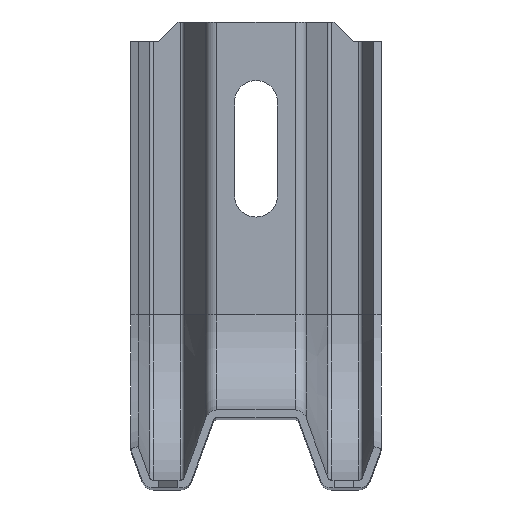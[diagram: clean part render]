
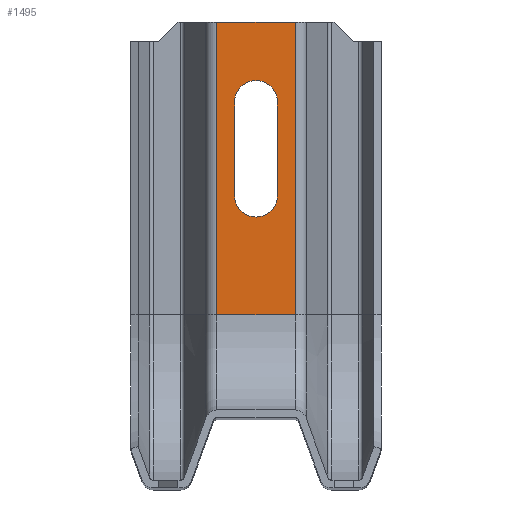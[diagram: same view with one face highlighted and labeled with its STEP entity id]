
A CAD part, top view. The second image highlights one B-rep face of the part: STEP entity #1495.
In plain terms, the highlighted planar face has unit normal (0, 0, 1).
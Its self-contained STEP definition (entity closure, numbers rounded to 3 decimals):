
#67=DIRECTION('',(-1.,0.,0.));
#68=VECTOR('',#67,20.);
#69=CARTESIAN_POINT('',(10.,120.,20.));
#70=LINE('',#69,#68);
#109=DIRECTION('',(0.,-1.,0.));
#110=VECTOR('',#109,75.);
#111=CARTESIAN_POINT('',(-10.,120.,20.));
#112=LINE('',#111,#110);
#113=DIRECTION('',(0.,-1.,0.));
#114=VECTOR('',#113,75.);
#115=CARTESIAN_POINT('',(10.,120.,20.));
#116=LINE('',#115,#114);
#117=DIRECTION('',(0.,-1.,0.));
#118=VECTOR('',#117,24.);
#119=CARTESIAN_POINT('',(-5.5,99.5,20.));
#120=LINE('',#119,#118);
#121=CARTESIAN_POINT('',(0.,75.5,20.));
#122=DIRECTION('',(0.,0.,1.));
#123=DIRECTION('',(-1.,0.,0.));
#124=AXIS2_PLACEMENT_3D('',#121,#122,#123);
#126=DIRECTION('',(0.,1.,0.));
#127=VECTOR('',#126,24.);
#128=CARTESIAN_POINT('',(5.5,75.5,20.));
#129=LINE('',#128,#127);
#130=CARTESIAN_POINT('',(0.,99.5,20.));
#131=DIRECTION('',(0.,0.,1.));
#132=DIRECTION('',(1.,0.,0.));
#133=AXIS2_PLACEMENT_3D('',#130,#131,#132);
#319=DIRECTION('',(-1.,0.,0.));
#320=VECTOR('',#319,20.);
#321=CARTESIAN_POINT('',(10.,45.,20.));
#322=LINE('',#321,#320);
#1083=CARTESIAN_POINT('',(10.,120.,20.));
#1084=VERTEX_POINT('',#1083);
#1085=CARTESIAN_POINT('',(-10.,120.,20.));
#1086=VERTEX_POINT('',#1085);
#1133=CARTESIAN_POINT('',(10.,45.,20.));
#1134=VERTEX_POINT('',#1133);
#1135=CARTESIAN_POINT('',(-10.,45.,20.));
#1136=VERTEX_POINT('',#1135);
#1325=CARTESIAN_POINT('',(-5.5,99.5,20.));
#1326=CARTESIAN_POINT('',(-5.5,75.5,20.));
#1327=VERTEX_POINT('',#1325);
#1328=VERTEX_POINT('',#1326);
#1329=CARTESIAN_POINT('',(5.5,75.5,20.));
#1330=CARTESIAN_POINT('',(5.5,99.5,20.));
#1331=VERTEX_POINT('',#1329);
#1332=VERTEX_POINT('',#1330);
#1472=CARTESIAN_POINT('',(10.,120.,20.));
#1473=DIRECTION('',(0.,0.,1.));
#1474=DIRECTION('',(-1.,0.,0.));
#1475=AXIS2_PLACEMENT_3D('',#1472,#1473,#1474);
#1476=PLANE('',#1475);
#1477=ORIENTED_EDGE('',*,*,#1384,.F.);
#1479=ORIENTED_EDGE('',*,*,#1478,.T.);
#1481=ORIENTED_EDGE('',*,*,#1480,.T.);
#1482=ORIENTED_EDGE('',*,*,#1464,.F.);
#1483=EDGE_LOOP('',(#1477,#1479,#1481,#1482));
#1484=FACE_OUTER_BOUND('',#1483,.F.);
#1486=ORIENTED_EDGE('',*,*,#1485,.T.);
#1488=ORIENTED_EDGE('',*,*,#1487,.T.);
#1490=ORIENTED_EDGE('',*,*,#1489,.T.);
#1492=ORIENTED_EDGE('',*,*,#1491,.T.);
#1493=EDGE_LOOP('',(#1486,#1488,#1490,#1492));
#1494=FACE_BOUND('',#1493,.F.);
#1495=ADVANCED_FACE('',(#1484,#1494),#1476,.T.);
#125=CIRCLE('',#124,5.5);
#134=CIRCLE('',#133,5.5);
#1384=EDGE_CURVE('',#1084,#1086,#70,.T.);
#1464=EDGE_CURVE('',#1086,#1136,#112,.T.);
#1478=EDGE_CURVE('',#1084,#1134,#116,.T.);
#1480=EDGE_CURVE('',#1134,#1136,#322,.T.);
#1485=EDGE_CURVE('',#1327,#1328,#120,.T.);
#1487=EDGE_CURVE('',#1328,#1331,#125,.T.);
#1489=EDGE_CURVE('',#1331,#1332,#129,.T.);
#1491=EDGE_CURVE('',#1332,#1327,#134,.T.);
